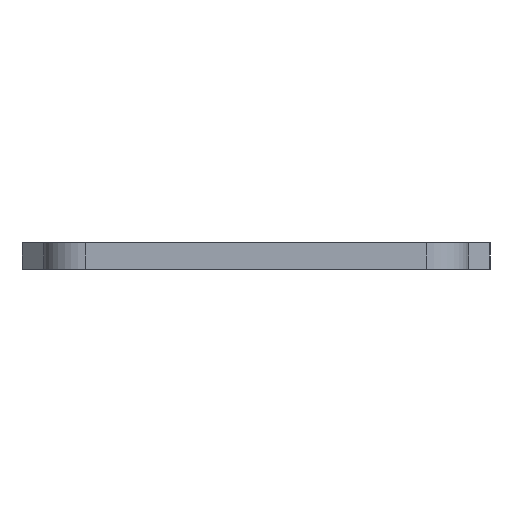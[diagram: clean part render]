
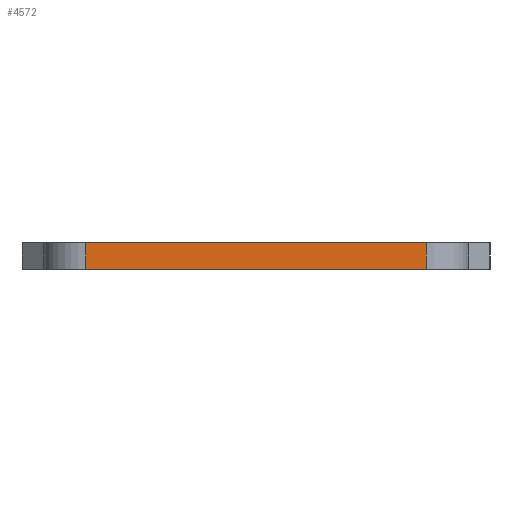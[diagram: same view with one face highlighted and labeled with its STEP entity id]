
A CAD part, left-side view. The second image highlights one B-rep face of the part: STEP entity #4572.
In plain terms, the highlighted planar face has unit normal (-1, 0, 0).
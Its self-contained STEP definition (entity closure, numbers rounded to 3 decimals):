
#83 = PLANE('',#84);
#84 = AXIS2_PLACEMENT_3D('',#85,#86,#87);
#85 = CARTESIAN_POINT('',(148.808,-105.004,1.6));
#86 = DIRECTION('',(-0.,-0.,-1.));
#87 = DIRECTION('',(-1.,0.,0.));
#137 = PLANE('',#138);
#138 = AXIS2_PLACEMENT_3D('',#139,#140,#141);
#139 = CARTESIAN_POINT('',(148.808,-105.004,0.));
#140 = DIRECTION('',(-0.,-0.,-1.));
#141 = DIRECTION('',(-1.,0.,0.));
#340 = VERTEX_POINT('',#341);
#341 = CARTESIAN_POINT('',(128.181,-115.164,0.));
#360 = CYLINDRICAL_SURFACE('',#361,2.54);
#361 = AXIS2_PLACEMENT_3D('',#362,#363,#364);
#362 = CARTESIAN_POINT('',(130.721,-115.164,0.));
#363 = DIRECTION('',(-0.,-0.,-1.));
#364 = DIRECTION('',(1.,0.,-0.));
#372 = EDGE_CURVE('',#340,#373,#375,.T.);
#373 = VERTEX_POINT('',#374);
#374 = CARTESIAN_POINT('',(128.181,-94.844,0.));
#375 = SURFACE_CURVE('',#376,(#380,#387),.PCURVE_S1.);
#376 = LINE('',#377,#378);
#377 = CARTESIAN_POINT('',(128.181,-115.164,0.));
#378 = VECTOR('',#379,1.);
#379 = DIRECTION('',(0.,1.,0.));
#380 = PCURVE('',#137,#381);
#381 = DEFINITIONAL_REPRESENTATION('',(#382),#386);
#382 = LINE('',#383,#384);
#383 = CARTESIAN_POINT('',(20.627,-10.16));
#384 = VECTOR('',#385,1.);
#385 = DIRECTION('',(0.,1.));
#386 = ( GEOMETRIC_REPRESENTATION_CONTEXT(2) 
PARAMETRIC_REPRESENTATION_CONTEXT() REPRESENTATION_CONTEXT('2D SPACE',''
  ) );
#387 = PCURVE('',#388,#393);
#388 = PLANE('',#389);
#389 = AXIS2_PLACEMENT_3D('',#390,#391,#392);
#390 = CARTESIAN_POINT('',(128.181,-115.164,0.));
#391 = DIRECTION('',(-1.,0.,0.));
#392 = DIRECTION('',(0.,1.,0.));
#393 = DEFINITIONAL_REPRESENTATION('',(#394),#398);
#394 = LINE('',#395,#396);
#395 = CARTESIAN_POINT('',(0.,0.));
#396 = VECTOR('',#397,1.);
#397 = DIRECTION('',(1.,0.));
#398 = ( GEOMETRIC_REPRESENTATION_CONTEXT(2) 
PARAMETRIC_REPRESENTATION_CONTEXT() REPRESENTATION_CONTEXT('2D SPACE',''
  ) );
#421 = CYLINDRICAL_SURFACE('',#422,2.54);
#422 = AXIS2_PLACEMENT_3D('',#423,#424,#425);
#423 = CARTESIAN_POINT('',(130.721,-94.844,0.));
#424 = DIRECTION('',(-0.,-0.,-1.));
#425 = DIRECTION('',(1.,0.,-0.));
#2561 = VERTEX_POINT('',#2562);
#2562 = CARTESIAN_POINT('',(128.181,-115.164,1.6));
#2588 = EDGE_CURVE('',#2561,#2589,#2591,.T.);
#2589 = VERTEX_POINT('',#2590);
#2590 = CARTESIAN_POINT('',(128.181,-94.844,1.6));
#2591 = SURFACE_CURVE('',#2592,(#2596,#2603),.PCURVE_S1.);
#2592 = LINE('',#2593,#2594);
#2593 = CARTESIAN_POINT('',(128.181,-115.164,1.6));
#2594 = VECTOR('',#2595,1.);
#2595 = DIRECTION('',(0.,1.,0.));
#2596 = PCURVE('',#83,#2597);
#2597 = DEFINITIONAL_REPRESENTATION('',(#2598),#2602);
#2598 = LINE('',#2599,#2600);
#2599 = CARTESIAN_POINT('',(20.627,-10.16));
#2600 = VECTOR('',#2601,1.);
#2601 = DIRECTION('',(0.,1.));
#2602 = ( GEOMETRIC_REPRESENTATION_CONTEXT(2) 
PARAMETRIC_REPRESENTATION_CONTEXT() REPRESENTATION_CONTEXT('2D SPACE',''
  ) );
#2603 = PCURVE('',#388,#2604);
#2604 = DEFINITIONAL_REPRESENTATION('',(#2605),#2609);
#2605 = LINE('',#2606,#2607);
#2606 = CARTESIAN_POINT('',(0.,-1.6));
#2607 = VECTOR('',#2608,1.);
#2608 = DIRECTION('',(1.,0.));
#2609 = ( GEOMETRIC_REPRESENTATION_CONTEXT(2) 
PARAMETRIC_REPRESENTATION_CONTEXT() REPRESENTATION_CONTEXT('2D SPACE',''
  ) );
#4522 = EDGE_CURVE('',#340,#2561,#4523,.T.);
#4523 = SURFACE_CURVE('',#4524,(#4528,#4535),.PCURVE_S1.);
#4524 = LINE('',#4525,#4526);
#4525 = CARTESIAN_POINT('',(128.181,-115.164,0.));
#4526 = VECTOR('',#4527,1.);
#4527 = DIRECTION('',(0.,0.,1.));
#4528 = PCURVE('',#360,#4529);
#4529 = DEFINITIONAL_REPRESENTATION('',(#4530),#4534);
#4530 = LINE('',#4531,#4532);
#4531 = CARTESIAN_POINT('',(-3.141,0.));
#4532 = VECTOR('',#4533,1.);
#4533 = DIRECTION('',(-0.,-1.));
#4534 = ( GEOMETRIC_REPRESENTATION_CONTEXT(2) 
PARAMETRIC_REPRESENTATION_CONTEXT() REPRESENTATION_CONTEXT('2D SPACE',''
  ) );
#4535 = PCURVE('',#388,#4536);
#4536 = DEFINITIONAL_REPRESENTATION('',(#4537),#4541);
#4537 = LINE('',#4538,#4539);
#4538 = CARTESIAN_POINT('',(0.,0.));
#4539 = VECTOR('',#4540,1.);
#4540 = DIRECTION('',(0.,-1.));
#4541 = ( GEOMETRIC_REPRESENTATION_CONTEXT(2) 
PARAMETRIC_REPRESENTATION_CONTEXT() REPRESENTATION_CONTEXT('2D SPACE',''
  ) );
#4572 = ADVANCED_FACE('',(#4573),#388,.T.);
#4573 = FACE_BOUND('',#4574,.T.);
#4574 = EDGE_LOOP('',(#4575,#4576,#4577,#4598));
#4575 = ORIENTED_EDGE('',*,*,#4522,.T.);
#4576 = ORIENTED_EDGE('',*,*,#2588,.T.);
#4577 = ORIENTED_EDGE('',*,*,#4578,.F.);
#4578 = EDGE_CURVE('',#373,#2589,#4579,.T.);
#4579 = SURFACE_CURVE('',#4580,(#4584,#4591),.PCURVE_S1.);
#4580 = LINE('',#4581,#4582);
#4581 = CARTESIAN_POINT('',(128.181,-94.844,0.));
#4582 = VECTOR('',#4583,1.);
#4583 = DIRECTION('',(0.,0.,1.));
#4584 = PCURVE('',#388,#4585);
#4585 = DEFINITIONAL_REPRESENTATION('',(#4586),#4590);
#4586 = LINE('',#4587,#4588);
#4587 = CARTESIAN_POINT('',(20.32,0.));
#4588 = VECTOR('',#4589,1.);
#4589 = DIRECTION('',(0.,-1.));
#4590 = ( GEOMETRIC_REPRESENTATION_CONTEXT(2) 
PARAMETRIC_REPRESENTATION_CONTEXT() REPRESENTATION_CONTEXT('2D SPACE',''
  ) );
#4591 = PCURVE('',#421,#4592);
#4592 = DEFINITIONAL_REPRESENTATION('',(#4593),#4597);
#4593 = LINE('',#4594,#4595);
#4594 = CARTESIAN_POINT('',(-3.141,0.));
#4595 = VECTOR('',#4596,1.);
#4596 = DIRECTION('',(-0.,-1.));
#4597 = ( GEOMETRIC_REPRESENTATION_CONTEXT(2) 
PARAMETRIC_REPRESENTATION_CONTEXT() REPRESENTATION_CONTEXT('2D SPACE',''
  ) );
#4598 = ORIENTED_EDGE('',*,*,#372,.F.);
